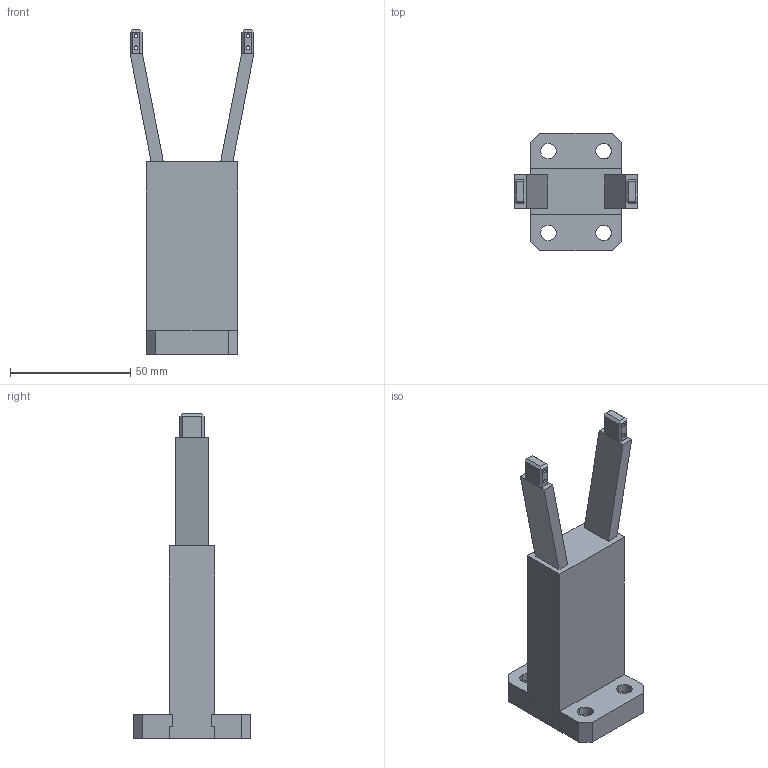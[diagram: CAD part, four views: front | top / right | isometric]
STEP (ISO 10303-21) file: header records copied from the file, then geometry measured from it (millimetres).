
FILE_DESCRIPTION(('CATIA V5 STEP Exchange'),'2;1');
FILE_NAME('STS01_3D-02.stp','2025-09-15T03:57:42+00:00',('none'),('none'),'CATIA Version 5 Release 20 GA (IN-10)','CATIA V5 STEP AP214','none');
FILE_SCHEMA(('AUTOMOTIVE_DESIGN { 1 0 10303 214 1 1 1 1 }'));
Length unit declared in the file: millimetre
Products named in the file (1): STS01_02
Bounding box: 51.5 x 49 x 135 mm (x, y, z)
Volume: 57890.5 mm3; surface area: 24377.2 mm2
Topology: 3 solids, 3 shells, 112 faces, 286 edges, 187 vertices
Faces by surface type: plane 80, cylinder 28, cone 4
Entity records: 3770 total; most frequent: CARTESIAN_POINT 1044, ORIENTED_EDGE 568, DIRECTION 485, EDGE_CURVE 284, VECTOR 226, LINE 226, VERTEX_POINT 187, AXIS2_PLACEMENT_3D 148
